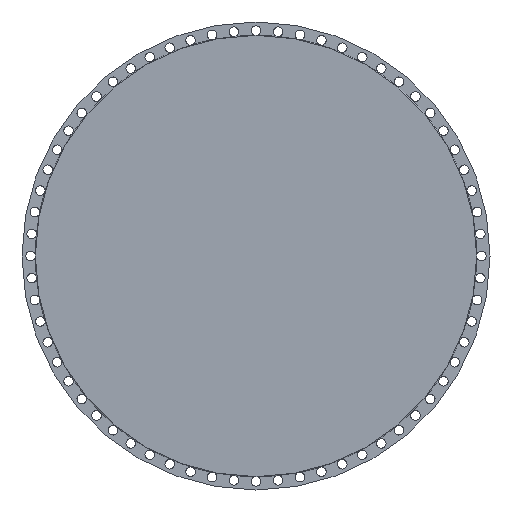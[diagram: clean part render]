
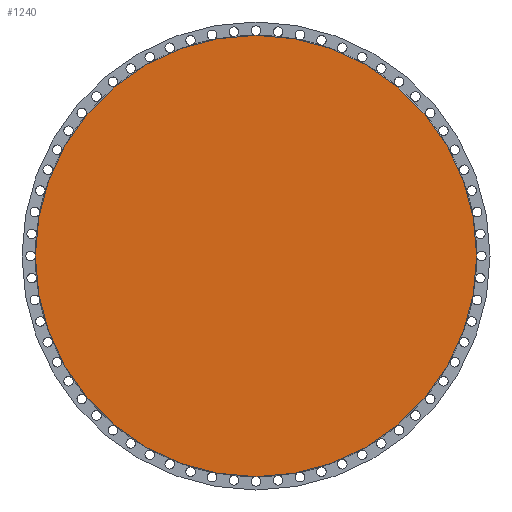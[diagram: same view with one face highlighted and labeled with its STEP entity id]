
A CAD part, left-side view. The second image highlights one B-rep face of the part: STEP entity #1240.
In plain terms, the highlighted planar face has unit normal (-1, 0, 0).
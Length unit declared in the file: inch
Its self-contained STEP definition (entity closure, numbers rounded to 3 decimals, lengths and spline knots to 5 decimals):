
#151 = DIRECTION ( 'NONE',  ( -1., 0., 0. ) ) ;
#1240 = ADVANCED_FACE ( 'NONE', ( #5910 ), #4946, .T. ) ;
#1391 = CIRCLE ( 'NONE', #5710, 28.875 ) ;
#1490 = DIRECTION ( 'NONE',  ( 0., 0., 1. ) ) ;
#1826 = CARTESIAN_POINT ( 'NONE',  ( 0., 0., 0. ) ) ;
#1864 = AXIS2_PLACEMENT_3D ( 'NONE', #3789, #3340, #1490 ) ;
#2218 = EDGE_LOOP ( 'NONE', ( #4090, #3648 ) ) ;
#2243 = DIRECTION ( 'NONE',  ( 0., 0., 1. ) ) ;
#2525 = EDGE_CURVE ( 'NONE', #3793, #5732, #1391, .T. ) ;
#2535 = AXIS2_PLACEMENT_3D ( 'NONE', #1826, #4006, #2243 ) ;
#2820 = DIRECTION ( 'NONE',  ( 0., 0., 1. ) ) ;
#3340 = DIRECTION ( 'NONE',  ( -1., 0., 0. ) ) ;
#3648 = ORIENTED_EDGE ( 'NONE', *, *, #5686, .T. ) ;
#3789 = CARTESIAN_POINT ( 'NONE',  ( 0., 0., 0. ) ) ;
#3793 = VERTEX_POINT ( 'NONE', #3967 ) ;
#3967 = CARTESIAN_POINT ( 'NONE',  ( 0., 0., 28.875 ) ) ;
#4006 = DIRECTION ( 'NONE',  ( -1., 0., 0. ) ) ;
#4090 = ORIENTED_EDGE ( 'NONE', *, *, #2525, .T. ) ;
#4265 = CARTESIAN_POINT ( 'NONE',  ( 0., 0., 0. ) ) ;
#4689 = CARTESIAN_POINT ( 'NONE',  ( 0., 0., -28.875 ) ) ;
#4946 = PLANE ( 'NONE',  #2535 ) ;
#5228 = CIRCLE ( 'NONE', #1864, 28.875 ) ;
#5686 = EDGE_CURVE ( 'NONE', #5732, #3793, #5228, .T. ) ;
#5710 = AXIS2_PLACEMENT_3D ( 'NONE', #4265, #151, #2820 ) ;
#5732 = VERTEX_POINT ( 'NONE', #4689 ) ;
#5910 = FACE_OUTER_BOUND ( 'NONE', #2218, .T. ) ;
